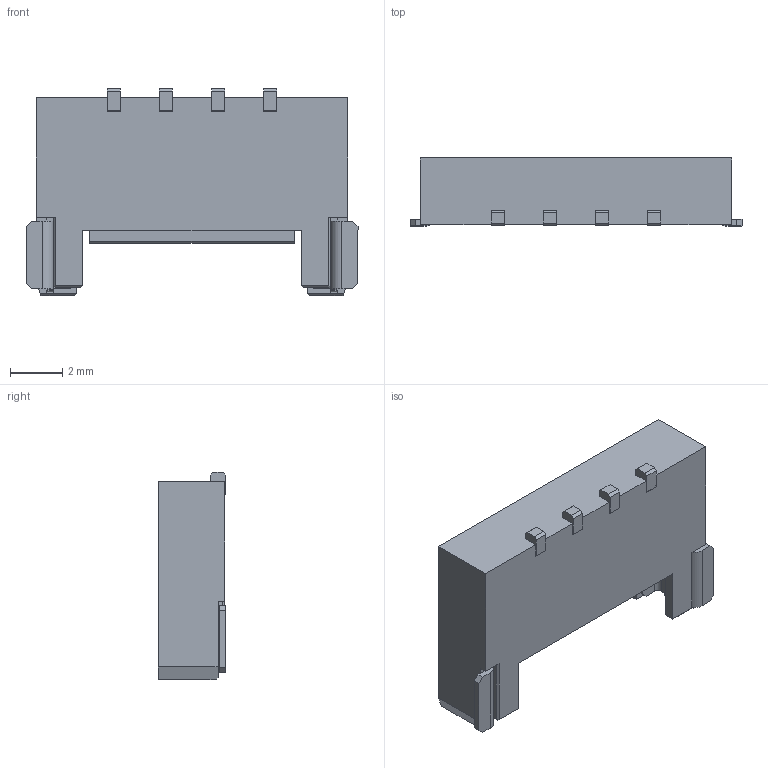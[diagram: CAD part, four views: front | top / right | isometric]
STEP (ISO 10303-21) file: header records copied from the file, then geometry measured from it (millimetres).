
FILE_DESCRIPTION (( 'STEP AP214' ), '1' );
FILE_NAME ('205338-0004.STEP', '2024-03-07T02:36:01', ( '' ), ( '' ), 'SwSTEP 2.0', 'SolidWorks 2021', '' );
FILE_SCHEMA (( 'AUTOMOTIVE_DESIGN' ));
Length unit declared in the file: millimetre
Products named in the file (1): 205338-0004
Bounding box: 12.75 x 2.6 x 7.95 mm (x, y, z)
Volume: 113.6 mm3; surface area: 427 mm2
Topology: 11 solids, 11 shells, 260 faces, 685 edges, 444 vertices
Faces by surface type: plane 238, cylinder 22
Entity records: 7981 total; most frequent: CARTESIAN_POINT 1390, ORIENTED_EDGE 1370, DIRECTION 1251, EDGE_CURVE 685, VECTOR 641, LINE 641, VERTEX_POINT 444, AXIS2_PLACEMENT_3D 305
